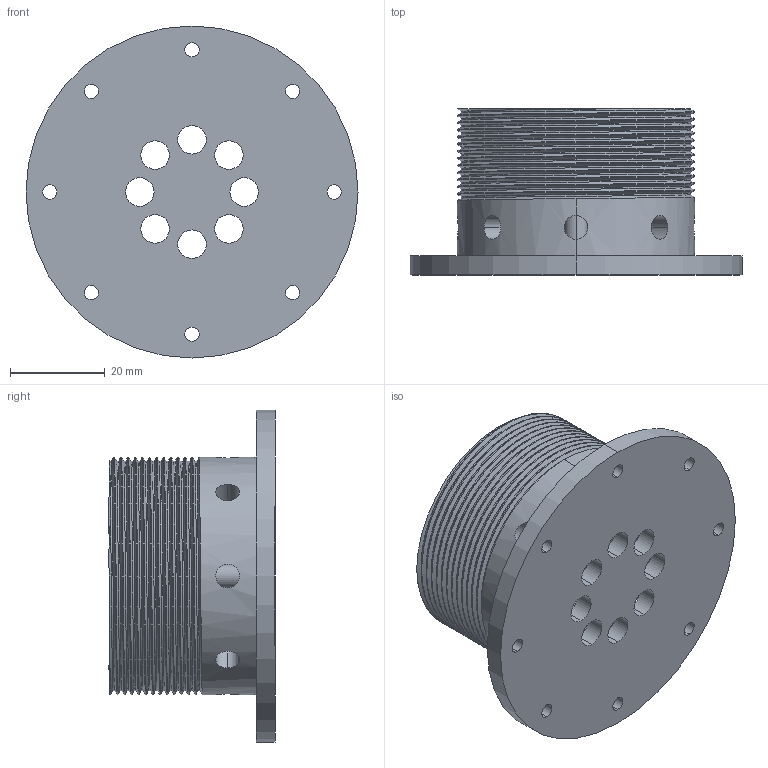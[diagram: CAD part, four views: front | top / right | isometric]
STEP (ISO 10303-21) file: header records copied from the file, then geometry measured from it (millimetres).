
FILE_DESCRIPTION (( 'STEP AP214' ), '1' );
FILE_NAME ('Press_con.STEP', '2018-04-20T10:27:50', ( '' ), ( '' ), 'SwSTEP 2.0', 'SolidWorks 2017', '' );
FILE_SCHEMA (( 'AUTOMOTIVE_DESIGN' ));
Length unit declared in the file: millimetre
Products named in the file (1): Press_con
Bounding box: 70 x 35 x 70 mm (x, y, z)
Volume: 34556.8 mm3; surface area: 20131.6 mm2
Topology: 1 solids, 1 shells, 90 faces, 267 edges, 178 vertices
Faces by surface type: cylinder 81, plane 6, bspline 3
Entity records: 6138 total; most frequent: CARTESIAN_POINT 3791, ORIENTED_EDGE 534, DIRECTION 419, EDGE_CURVE 267, VERTEX_POINT 178, AXIS2_PLACEMENT_3D 167, EDGE_LOOP 137, FACE_OUTER_BOUND 90
